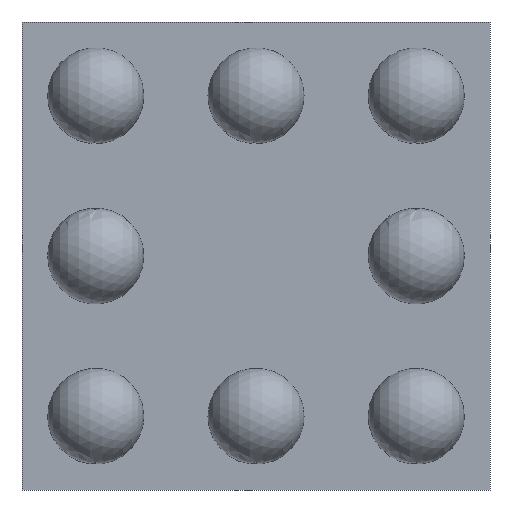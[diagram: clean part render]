
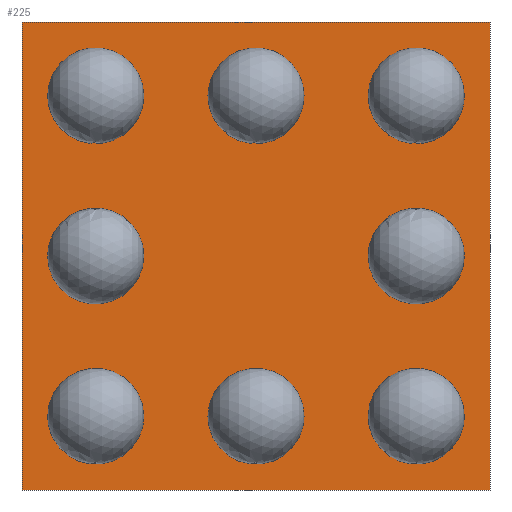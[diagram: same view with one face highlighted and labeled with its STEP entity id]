
A CAD part, front view. The second image highlights one B-rep face of the part: STEP entity #225.
In plain terms, the highlighted planar face has unit normal (0, -1, 0).
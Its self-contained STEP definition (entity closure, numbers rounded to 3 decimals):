
#16=LINE('',#364,#28);
#19=LINE('',#370,#31);
#22=LINE('',#376,#34);
#25=LINE('',#380,#37);
#28=VECTOR('',#306,10.);
#31=VECTOR('',#311,10.);
#34=VECTOR('',#316,10.);
#37=VECTOR('',#321,10.);
#46=FACE_OUTER_BOUND('',#89,.T.);
#53=PLANE('',#259);
#64=FACE_BOUND('',#90,.T.);
#65=FACE_BOUND('',#91,.T.);
#66=FACE_BOUND('',#92,.T.);
#67=FACE_BOUND('',#93,.T.);
#68=FACE_BOUND('',#94,.T.);
#69=FACE_BOUND('',#95,.T.);
#70=FACE_BOUND('',#96,.T.);
#71=FACE_BOUND('',#97,.T.);
#89=EDGE_LOOP('',(#180,#181,#182,#183));
#90=EDGE_LOOP('',(#184));
#91=EDGE_LOOP('',(#185));
#92=EDGE_LOOP('',(#186));
#93=EDGE_LOOP('',(#187));
#94=EDGE_LOOP('',(#188));
#95=EDGE_LOOP('',(#189));
#96=EDGE_LOOP('',(#190));
#97=EDGE_LOOP('',(#191));
#98=CIRCLE('',#235,0.083);
#99=CIRCLE('',#237,0.083);
#100=CIRCLE('',#239,0.083);
#101=CIRCLE('',#241,0.083);
#102=CIRCLE('',#243,0.083);
#103=CIRCLE('',#245,0.083);
#104=CIRCLE('',#247,0.083);
#105=CIRCLE('',#249,0.083);
#108=VERTEX_POINT('',#328);
#109=VERTEX_POINT('',#331);
#110=VERTEX_POINT('',#334);
#111=VERTEX_POINT('',#337);
#112=VERTEX_POINT('',#340);
#113=VERTEX_POINT('',#343);
#114=VERTEX_POINT('',#346);
#115=VERTEX_POINT('',#349);
#120=VERTEX_POINT('',#361);
#121=VERTEX_POINT('',#363);
#123=VERTEX_POINT('',#369);
#125=VERTEX_POINT('',#375);
#126=EDGE_CURVE('',#108,#108,#98,.T.);
#127=EDGE_CURVE('',#109,#109,#99,.T.);
#128=EDGE_CURVE('',#110,#110,#100,.T.);
#129=EDGE_CURVE('',#111,#111,#101,.T.);
#130=EDGE_CURVE('',#112,#112,#102,.T.);
#131=EDGE_CURVE('',#113,#113,#103,.T.);
#132=EDGE_CURVE('',#114,#114,#104,.T.);
#133=EDGE_CURVE('',#115,#115,#105,.T.);
#138=EDGE_CURVE('',#121,#120,#16,.T.);
#141=EDGE_CURVE('',#123,#121,#19,.T.);
#144=EDGE_CURVE('',#125,#123,#22,.T.);
#147=EDGE_CURVE('',#120,#125,#25,.T.);
#180=ORIENTED_EDGE('',*,*,#147,.T.);
#181=ORIENTED_EDGE('',*,*,#144,.T.);
#182=ORIENTED_EDGE('',*,*,#141,.T.);
#183=ORIENTED_EDGE('',*,*,#138,.T.);
#184=ORIENTED_EDGE('',*,*,#126,.T.);
#185=ORIENTED_EDGE('',*,*,#127,.T.);
#186=ORIENTED_EDGE('',*,*,#128,.T.);
#187=ORIENTED_EDGE('',*,*,#129,.T.);
#188=ORIENTED_EDGE('',*,*,#130,.T.);
#189=ORIENTED_EDGE('',*,*,#131,.T.);
#190=ORIENTED_EDGE('',*,*,#132,.T.);
#191=ORIENTED_EDGE('',*,*,#133,.T.);
#225=ADVANCED_FACE('',(#46,#64,#65,#66,#67,#68,#69,#70,#71),#53,.T.);
#235=AXIS2_PLACEMENT_3D('',#329,#264,#265);
#237=AXIS2_PLACEMENT_3D('',#332,#268,#269);
#239=AXIS2_PLACEMENT_3D('',#335,#272,#273);
#241=AXIS2_PLACEMENT_3D('',#338,#276,#277);
#243=AXIS2_PLACEMENT_3D('',#341,#280,#281);
#245=AXIS2_PLACEMENT_3D('',#344,#284,#285);
#247=AXIS2_PLACEMENT_3D('',#347,#288,#289);
#249=AXIS2_PLACEMENT_3D('',#350,#292,#293);
#259=AXIS2_PLACEMENT_3D('',#382,#324,#325);
#264=DIRECTION('center_axis',(0.,1.,0.));
#265=DIRECTION('ref_axis',(0.,0.,1.));
#268=DIRECTION('center_axis',(0.,1.,0.));
#269=DIRECTION('ref_axis',(0.,0.,1.));
#272=DIRECTION('center_axis',(0.,1.,0.));
#273=DIRECTION('ref_axis',(0.,0.,1.));
#276=DIRECTION('center_axis',(0.,1.,0.));
#277=DIRECTION('ref_axis',(0.,0.,1.));
#280=DIRECTION('center_axis',(0.,1.,0.));
#281=DIRECTION('ref_axis',(0.,0.,1.));
#284=DIRECTION('center_axis',(0.,1.,0.));
#285=DIRECTION('ref_axis',(0.,0.,1.));
#288=DIRECTION('center_axis',(0.,1.,0.));
#289=DIRECTION('ref_axis',(0.,0.,1.));
#292=DIRECTION('center_axis',(0.,1.,0.));
#293=DIRECTION('ref_axis',(0.,0.,1.));
#306=DIRECTION('',(0.,0.,1.));
#311=DIRECTION('',(1.,0.,0.));
#316=DIRECTION('',(0.,0.,-1.));
#321=DIRECTION('',(-1.,0.,0.));
#324=DIRECTION('center_axis',(0.,-1.,0.));
#325=DIRECTION('ref_axis',(0.,0.,-1.));
#328=CARTESIAN_POINT('',(0.5,0.275,0.417));
#329=CARTESIAN_POINT('Origin',(0.5,0.275,0.5));
#331=CARTESIAN_POINT('',(0.5,0.275,-0.083));
#332=CARTESIAN_POINT('Origin',(0.5,0.275,0.));
#334=CARTESIAN_POINT('',(0.5,0.275,-0.583));
#335=CARTESIAN_POINT('Origin',(0.5,0.275,-0.5));
#337=CARTESIAN_POINT('',(0.,0.275,0.417));
#338=CARTESIAN_POINT('Origin',(0.,0.275,0.5));
#340=CARTESIAN_POINT('',(0.,0.275,-0.583));
#341=CARTESIAN_POINT('Origin',(0.,0.275,-0.5));
#343=CARTESIAN_POINT('',(-0.5,0.275,0.417));
#344=CARTESIAN_POINT('Origin',(-0.5,0.275,0.5));
#346=CARTESIAN_POINT('',(-0.5,0.275,-0.083));
#347=CARTESIAN_POINT('Origin',(-0.5,0.275,0.));
#349=CARTESIAN_POINT('',(-0.5,0.275,-0.583));
#350=CARTESIAN_POINT('Origin',(-0.5,0.275,-0.5));
#361=CARTESIAN_POINT('',(0.73,0.275,0.73));
#363=CARTESIAN_POINT('',(0.73,0.275,-0.73));
#364=CARTESIAN_POINT('',(0.73,0.275,0.73));
#369=CARTESIAN_POINT('',(-0.73,0.275,-0.73));
#370=CARTESIAN_POINT('',(0.73,0.275,-0.73));
#375=CARTESIAN_POINT('',(-0.73,0.275,0.73));
#376=CARTESIAN_POINT('',(-0.73,0.275,-0.73));
#380=CARTESIAN_POINT('',(-0.73,0.275,0.73));
#382=CARTESIAN_POINT('Origin',(0.,0.275,0.));
